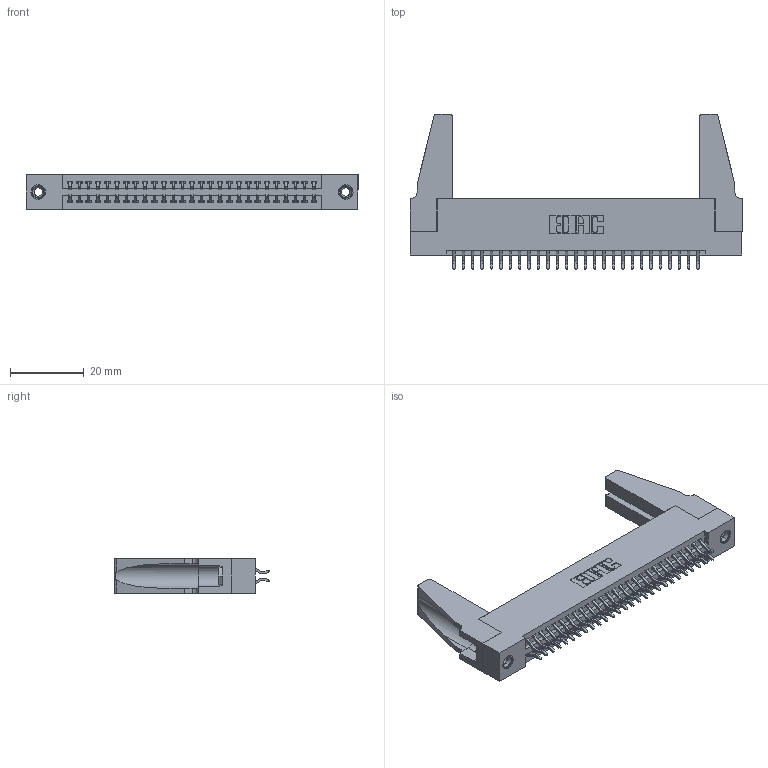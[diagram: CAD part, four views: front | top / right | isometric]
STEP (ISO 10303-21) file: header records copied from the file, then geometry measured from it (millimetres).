
FILE_DESCRIPTION (( 'STEP AP203' ), '1' );
FILE_NAME ('345-054-556-288.STEP', '2019-10-29T19:49:12', ( '' ), ( '' ), 'SwSTEP 2.0', 'SolidWorks 2016', '' );
FILE_SCHEMA (( 'CONFIG_CONTROL_DESIGN' ));
Length unit declared in the file: inch
Products named in the file (5): 345 Part_Flush Mounting Lugs - 0.156 Dia-TH; 345-250-001_345-250-001-102; 345-054-556-288; 345-220-078_345-220-088; 345-292-001_556 Tail
Assembly tree (59 placements, depth 2):
  345-054-556-288
    345 Part_Flush Mounting Lugs - 0.156 Dia-TH
    345-292-001_556 Tail  x54
    345-250-001_345-250-001-102  x2
    345-220-078_345-220-088  x2
Bounding box: 89.81 x 42.1 x 9.4 mm (x, y, z)
Volume: 11835.7 mm3; surface area: 15471.9 mm2
Topology: 59 solids, 59 shells, 3274 faces, 9673 edges, 6366 vertices
Faces by surface type: plane 2150, cylinder 1108, cone 12, torus 4
Entity records: 25572 total; most frequent: CARTESIAN_POINT 4310, ORIENTED_EDGE 4192, DIRECTION 3812, EDGE_CURVE 2096, VECTOR 1806, LINE 1806, VERTEX_POINT 1390, AXIS2_PLACEMENT_3D 1003
